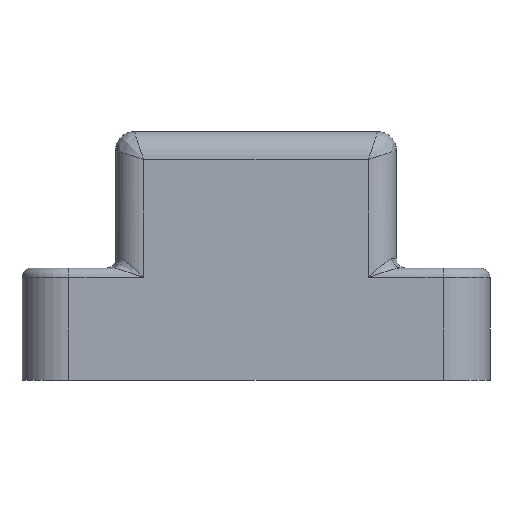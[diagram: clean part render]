
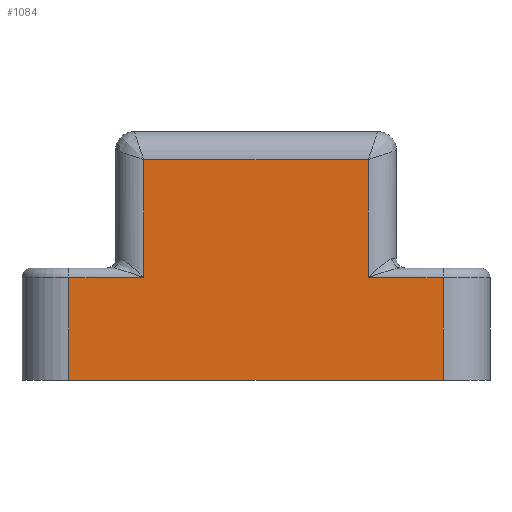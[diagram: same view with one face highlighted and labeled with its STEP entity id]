
A CAD part, left-side view. The second image highlights one B-rep face of the part: STEP entity #1084.
In plain terms, the highlighted planar face has unit normal (-1, 0, 0).
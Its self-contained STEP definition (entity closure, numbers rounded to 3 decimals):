
#80 = EDGE_CURVE ( 'NONE', #1823, #1038, #5155, .T. ) ;
#115 = CARTESIAN_POINT ( 'NONE',  ( -8., 20., -4. ) ) ;
#215 = CARTESIAN_POINT ( 'NONE',  ( -8., -12., 19.6 ) ) ;
#235 = VECTOR ( 'NONE', #1893, 1000. ) ;
#249 = CARTESIAN_POINT ( 'NONE',  ( -8., -20., 7. ) ) ;
#261 = EDGE_CURVE ( 'NONE', #3743, #832, #2446, .T. ) ;
#281 = CARTESIAN_POINT ( 'NONE',  ( -8., 15., 22.6 ) ) ;
#290 = CARTESIAN_POINT ( 'NONE',  ( -8., -12., 7. ) ) ;
#417 = DIRECTION ( 'NONE',  ( 0., 0., 1. ) ) ;
#471 = VECTOR ( 'NONE', #3914, 1000. ) ;
#486 = EDGE_LOOP ( 'NONE', ( #2197, #3807, #3422, #5803, #4554, #528, #5284, #1466 ) ) ;
#528 = ORIENTED_EDGE ( 'NONE', *, *, #2888, .T. ) ;
#575 = VECTOR ( 'NONE', #5365, 1000. ) ;
#715 = LINE ( 'NONE', #2112, #789 ) ;
#757 = FACE_OUTER_BOUND ( 'NONE', #486, .T. ) ;
#788 = EDGE_CURVE ( 'NONE', #1076, #6093, #1813, .T. ) ;
#789 = VECTOR ( 'NONE', #4953, 1000. ) ;
#832 = VERTEX_POINT ( 'NONE', #2729 ) ;
#1038 = VERTEX_POINT ( 'NONE', #249 ) ;
#1076 = VERTEX_POINT ( 'NONE', #215 ) ;
#1084 = ADVANCED_FACE ( 'NONE', ( #757 ), #2661, .F. ) ;
#1333 = CARTESIAN_POINT ( 'NONE',  ( -8., -20., -4. ) ) ;
#1430 = CARTESIAN_POINT ( 'NONE',  ( -8., 15., 7. ) ) ;
#1466 = ORIENTED_EDGE ( 'NONE', *, *, #788, .T. ) ;
#1636 = EDGE_CURVE ( 'NONE', #832, #5066, #715, .T. ) ;
#1666 = DIRECTION ( 'NONE',  ( 0., 0., 1. ) ) ;
#1813 = LINE ( 'NONE', #2828, #5654 ) ;
#1814 = LINE ( 'NONE', #3773, #2128 ) ;
#1823 = VERTEX_POINT ( 'NONE', #1333 ) ;
#1893 = DIRECTION ( 'NONE',  ( 0., 1., 0. ) ) ;
#2112 = CARTESIAN_POINT ( 'NONE',  ( -8., 20., -4. ) ) ;
#2128 = VECTOR ( 'NONE', #4730, 1000. ) ;
#2186 = DIRECTION ( 'NONE',  ( 1., 0., 0. ) ) ;
#2196 = LINE ( 'NONE', #4598, #4346 ) ;
#2197 = ORIENTED_EDGE ( 'NONE', *, *, #3314, .T. ) ;
#2446 = LINE ( 'NONE', #2891, #575 ) ;
#2661 = PLANE ( 'NONE',  #5165 ) ;
#2729 = CARTESIAN_POINT ( 'NONE',  ( -8., 20., 7. ) ) ;
#2828 = CARTESIAN_POINT ( 'NONE',  ( -8., 13., 19.6 ) ) ;
#2888 = EDGE_CURVE ( 'NONE', #1038, #5559, #4279, .T. ) ;
#2891 = CARTESIAN_POINT ( 'NONE',  ( -8., 15., 7. ) ) ;
#3031 = CARTESIAN_POINT ( 'NONE',  ( -8., -25., -4. ) ) ;
#3314 = EDGE_CURVE ( 'NONE', #6093, #3743, #1814, .T. ) ;
#3422 = ORIENTED_EDGE ( 'NONE', *, *, #1636, .T. ) ;
#3743 = VERTEX_POINT ( 'NONE', #4694 ) ;
#3773 = CARTESIAN_POINT ( 'NONE',  ( -8., 12., 8. ) ) ;
#3807 = ORIENTED_EDGE ( 'NONE', *, *, #261, .T. ) ;
#3914 = DIRECTION ( 'NONE',  ( 0., 1., 0. ) ) ;
#4097 = DIRECTION ( 'NONE',  ( 0., 0., -1. ) ) ;
#4211 = EDGE_CURVE ( 'NONE', #5559, #1076, #2196, .T. ) ;
#4263 = CARTESIAN_POINT ( 'NONE',  ( -8., 12., 19.6 ) ) ;
#4279 = LINE ( 'NONE', #1430, #235 ) ;
#4346 = VECTOR ( 'NONE', #1666, 1000. ) ;
#4434 = LINE ( 'NONE', #3031, #471 ) ;
#4527 = EDGE_CURVE ( 'NONE', #1823, #5066, #4434, .T. ) ;
#4554 = ORIENTED_EDGE ( 'NONE', *, *, #80, .T. ) ;
#4598 = CARTESIAN_POINT ( 'NONE',  ( -8., -12., 22.6 ) ) ;
#4694 = CARTESIAN_POINT ( 'NONE',  ( -8., 12., 7. ) ) ;
#4698 = CARTESIAN_POINT ( 'NONE',  ( -8., -20., 8. ) ) ;
#4701 = DIRECTION ( 'NONE',  ( 0., 1., 0. ) ) ;
#4730 = DIRECTION ( 'NONE',  ( 0., 0., -1. ) ) ;
#4953 = DIRECTION ( 'NONE',  ( 0., 0., -1. ) ) ;
#5044 = VECTOR ( 'NONE', #417, 1000. ) ;
#5066 = VERTEX_POINT ( 'NONE', #115 ) ;
#5155 = LINE ( 'NONE', #4698, #5044 ) ;
#5165 = AXIS2_PLACEMENT_3D ( 'NONE', #281, #2186, #4097 ) ;
#5284 = ORIENTED_EDGE ( 'NONE', *, *, #4211, .T. ) ;
#5365 = DIRECTION ( 'NONE',  ( 0., 1., 0. ) ) ;
#5559 = VERTEX_POINT ( 'NONE', #290 ) ;
#5654 = VECTOR ( 'NONE', #4701, 1000. ) ;
#5803 = ORIENTED_EDGE ( 'NONE', *, *, #4527, .F. ) ;
#6093 = VERTEX_POINT ( 'NONE', #4263 ) ;
